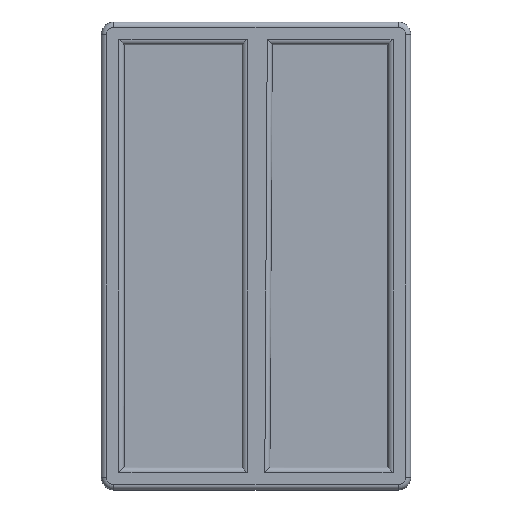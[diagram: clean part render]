
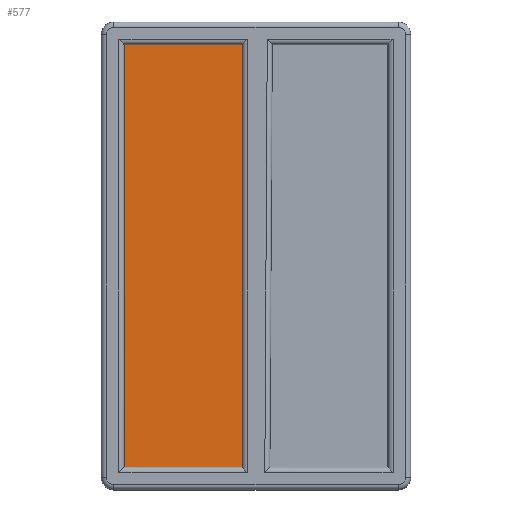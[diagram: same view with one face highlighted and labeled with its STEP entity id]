
A CAD part, top view. The second image highlights one B-rep face of the part: STEP entity #577.
In plain terms, the highlighted planar face has unit normal (0, 0, 1).
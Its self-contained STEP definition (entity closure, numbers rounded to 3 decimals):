
#35=PLANE('',#655);
#78=LINE('',#973,#130);
#81=LINE('',#978,#133);
#87=LINE('',#994,#139);
#88=LINE('',#996,#140);
#130=VECTOR('',#800,10.);
#133=VECTOR('',#805,10.);
#139=VECTOR('',#823,10.);
#140=VECTOR('',#826,10.);
#191=FACE_OUTER_BOUND('',#229,.T.);
#229=EDGE_LOOP('',(#515,#516,#517,#518));
#295=VERTEX_POINT('',#970);
#296=VERTEX_POINT('',#972);
#297=VERTEX_POINT('',#976);
#301=VERTEX_POINT('',#992);
#366=EDGE_CURVE('',#295,#296,#78,.T.);
#369=EDGE_CURVE('',#297,#295,#81,.T.);
#377=EDGE_CURVE('',#301,#297,#87,.T.);
#378=EDGE_CURVE('',#296,#301,#88,.T.);
#515=ORIENTED_EDGE('',*,*,#366,.F.);
#516=ORIENTED_EDGE('',*,*,#369,.F.);
#517=ORIENTED_EDGE('',*,*,#377,.F.);
#518=ORIENTED_EDGE('',*,*,#378,.F.);
#577=ADVANCED_FACE('',(#191),#35,.F.);
#655=AXIS2_PLACEMENT_3D('',#997,#827,#828);
#800=DIRECTION('',(0.,1.,0.));
#805=DIRECTION('',(-1.,0.,0.));
#823=DIRECTION('',(0.,-1.,0.));
#826=DIRECTION('',(1.,0.,0.));
#827=DIRECTION('center_axis',(0.,0.,-1.));
#828=DIRECTION('ref_axis',(-1.,0.,0.));
#970=CARTESIAN_POINT('',(-52.17,-1.,-0.5));
#972=CARTESIAN_POINT('',(-52.17,166.,-0.5));
#973=CARTESIAN_POINT('',(-52.17,-1.,-0.5));
#976=CARTESIAN_POINT('',(-5.5,-1.,-0.5));
#978=CARTESIAN_POINT('',(-5.5,-1.,-0.5));
#992=CARTESIAN_POINT('',(-5.5,166.,-0.5));
#994=CARTESIAN_POINT('',(-5.5,166.,-0.5));
#996=CARTESIAN_POINT('',(-52.17,166.,-0.5));
#997=CARTESIAN_POINT('Origin',(-28.835,82.5,-0.5));
